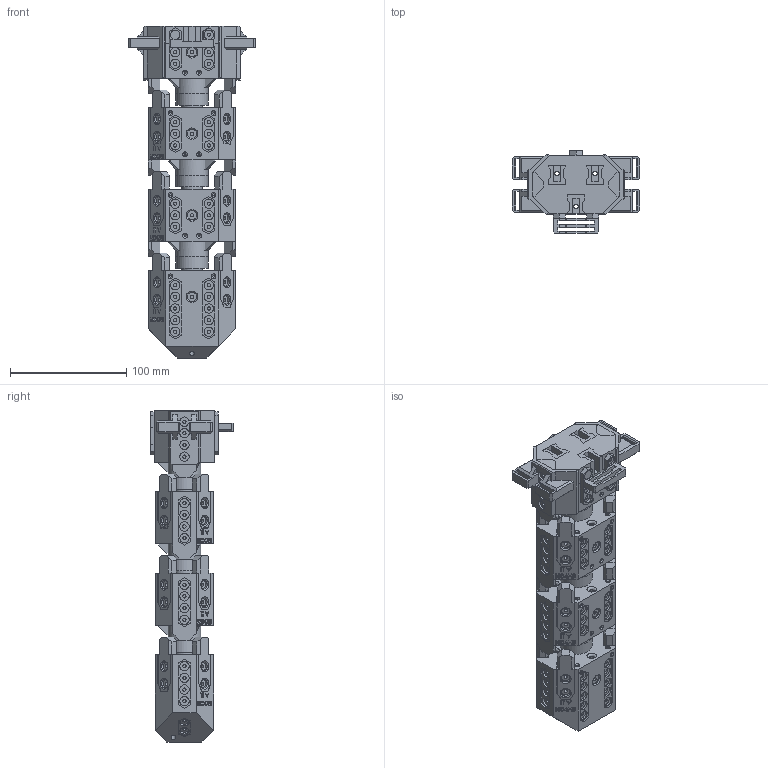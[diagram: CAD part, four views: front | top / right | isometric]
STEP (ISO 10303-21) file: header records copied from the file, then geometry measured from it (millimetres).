
FILE_DESCRIPTION(/* description */ (''),/* implementation_level */ '2;1');
FILE_NAME(/* name */ 'exo_tail.step',/* time_stamp */ '2025-09-07T20:33:50+02:00',/* author */ (''),/* organization */ (''),/* preprocessor_version */ 'ST-DEVELOPER v20.1',/* originating_system */ 'Autodesk Translation Framework v14.10.0.0',/* authorisation */ '');
FILE_SCHEMA (('AUTOMOTIVE_DESIGN { 1 0 10303 214 3 1 1 }'));
Products named in the file (4): tail_module; spine_module; base_module_Inertial ; end_module
Assembly tree (4 placements, depth 2):
  tail_module
    spine_module  x2
    base_module_Inertial 
    end_module
Bounding box: 109.24 x 71 x 285 mm (x, y, z)
Volume: 728002.3 mm3; surface area: 196196.1 mm2
Topology: 24 solids, 27 shells, 2671 faces, 6595 edges, 4337 vertices
Faces by surface type: plane 1937, cylinder 417, bspline 233, torus 42, cone 36, sphere 6
Full cylindrical faces by diameter (mm): 2.8 x167, 4 x12, 7.5 x41, 8 x108, 9.8 x6, 18 x3, 28 x6
Entity records: 67432 total; most frequent: CARTESIAN_POINT 17196, ORIENTED_EDGE 10458, DIRECTION 9520, EDGE_CURVE 5229, LINE 4038, VECTOR 4038, VERTEX_POINT 3444, AXIS2_PLACEMENT_3D 2741
